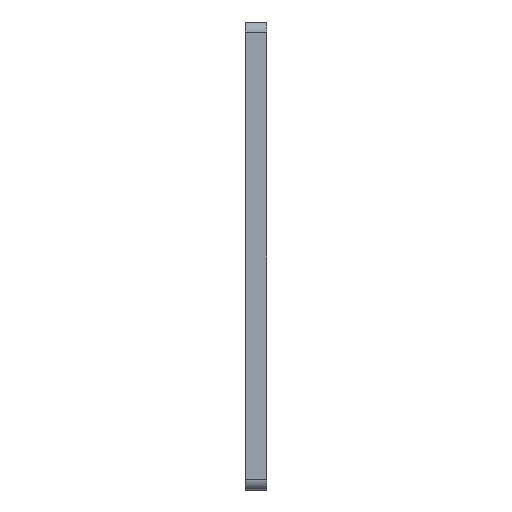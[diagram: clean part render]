
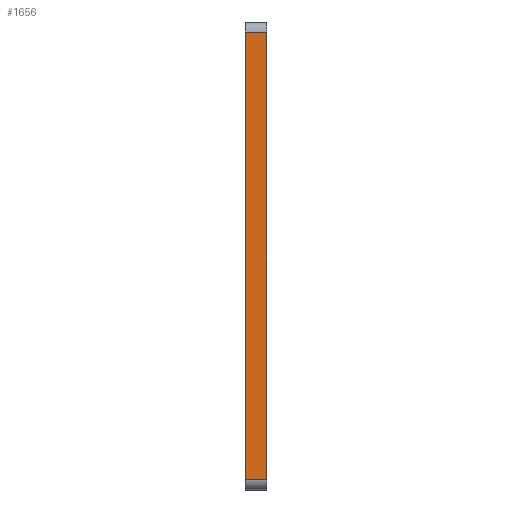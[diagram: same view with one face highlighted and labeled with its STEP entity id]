
A CAD part, left-side view. The second image highlights one B-rep face of the part: STEP entity #1656.
In plain terms, the highlighted planar face has unit normal (-1, 0, 0).
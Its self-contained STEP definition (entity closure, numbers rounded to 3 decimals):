
#1340=CARTESIAN_POINT('',(-511.8,-76.,537.855));
#1341=VERTEX_POINT('',#1340);
#1349=CARTESIAN_POINT('',(-511.8,-76.,622.805));
#1350=VERTEX_POINT('',#1349);
#1351=CARTESIAN_POINT('',(-511.8,-76.,622.805));
#1352=DIRECTION('',(0.,0.,-1.));
#1353=VECTOR('',#1352,84.95);
#1354=LINE('',#1351,#1353);
#1355=EDGE_CURVE('',#1350,#1341,#1354,.T.);
#1626=CARTESIAN_POINT('',(-511.8,-79.,569.225));
#1627=DIRECTION('',(1.,0.,0.));
#1628=DIRECTION('',(-0.,1.,0.));
#1629=AXIS2_PLACEMENT_3D('',#1626,#1627,#1628);
#1630=PLANE('',#1629);
#1631=CARTESIAN_POINT('',(-511.8,-80.,537.855));
#1632=VERTEX_POINT('',#1631);
#1633=CARTESIAN_POINT('',(-511.8,-76.,537.855));
#1634=DIRECTION('',(0.,-1.,-0.));
#1635=VECTOR('',#1634,4.);
#1636=LINE('',#1633,#1635);
#1637=EDGE_CURVE('',#1341,#1632,#1636,.T.);
#1638=ORIENTED_EDGE('',*,*,#1637,.T.);
#1639=CARTESIAN_POINT('',(-511.8,-80.,622.805));
#1640=VERTEX_POINT('',#1639);
#1641=CARTESIAN_POINT('',(-511.8,-80.,622.805));
#1642=DIRECTION('',(0.,0.,-1.));
#1643=VECTOR('',#1642,84.95);
#1644=LINE('',#1641,#1643);
#1645=EDGE_CURVE('',#1640,#1632,#1644,.T.);
#1646=ORIENTED_EDGE('',*,*,#1645,.F.);
#1647=CARTESIAN_POINT('',(-511.8,-80.,622.805));
#1648=DIRECTION('',(-0.,1.,0.));
#1649=VECTOR('',#1648,4.);
#1650=LINE('',#1647,#1649);
#1651=EDGE_CURVE('',#1640,#1350,#1650,.T.);
#1652=ORIENTED_EDGE('',*,*,#1651,.T.);
#1653=ORIENTED_EDGE('',*,*,#1355,.T.);
#1654=EDGE_LOOP('',(#1638,#1646,#1652,#1653));
#1655=FACE_BOUND('',#1654,.T.);
#1656=ADVANCED_FACE('',(#1655),#1630,.F.);
